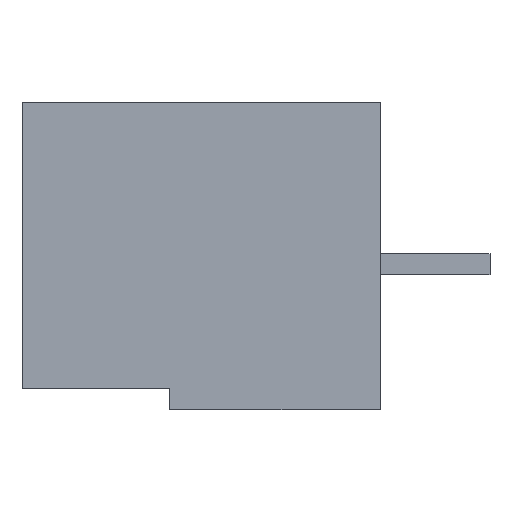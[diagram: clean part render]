
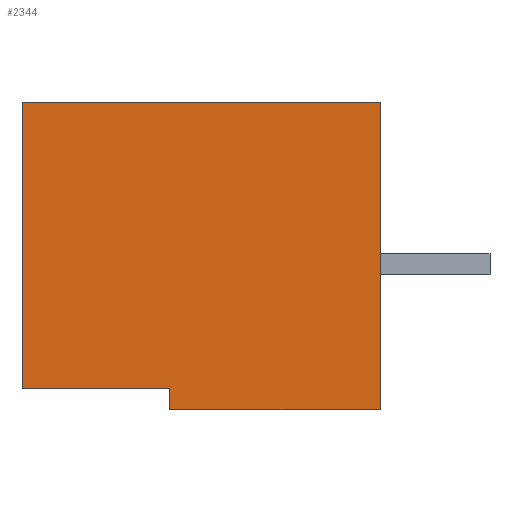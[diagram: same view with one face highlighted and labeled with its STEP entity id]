
A CAD part, left-side view. The second image highlights one B-rep face of the part: STEP entity #2344.
In plain terms, the highlighted planar face has unit normal (-1, 0, 0).
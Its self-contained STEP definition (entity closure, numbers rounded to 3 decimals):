
#300=DIRECTION('',(0.,-1.,0.));
#301=VECTOR('',#300,8.5);
#302=CARTESIAN_POINT('',(-5.715,4.25,0.));
#303=LINE('',#302,#301);
#304=DIRECTION('',(0.,0.,-1.));
#305=VECTOR('',#304,7.3);
#306=CARTESIAN_POINT('',(-5.715,-4.25,0.));
#307=LINE('',#306,#305);
#308=DIRECTION('',(0.,1.,0.));
#309=VECTOR('',#308,5.);
#310=CARTESIAN_POINT('',(-5.715,-4.25,-7.3));
#311=LINE('',#310,#309);
#312=DIRECTION('',(0.,0.,1.));
#313=VECTOR('',#312,0.5);
#314=CARTESIAN_POINT('',(-5.715,0.75,-7.3));
#315=LINE('',#314,#313);
#316=DIRECTION('',(0.,1.,0.));
#317=VECTOR('',#316,3.5);
#318=CARTESIAN_POINT('',(-5.715,0.75,-6.8));
#319=LINE('',#318,#317);
#320=DIRECTION('',(0.,0.,1.));
#321=VECTOR('',#320,6.8);
#322=CARTESIAN_POINT('',(-5.715,4.25,-6.8));
#323=LINE('',#322,#321);
#1672=CARTESIAN_POINT('',(-5.715,4.25,0.));
#1673=CARTESIAN_POINT('',(-5.715,-4.25,0.));
#1674=VERTEX_POINT('',#1672);
#1675=VERTEX_POINT('',#1673);
#1676=CARTESIAN_POINT('',(-5.715,-4.25,-7.3));
#1677=VERTEX_POINT('',#1676);
#1678=CARTESIAN_POINT('',(-5.715,0.75,-7.3));
#1679=VERTEX_POINT('',#1678);
#1680=CARTESIAN_POINT('',(-5.715,0.75,-6.8));
#1681=VERTEX_POINT('',#1680);
#1682=CARTESIAN_POINT('',(-5.715,4.25,-6.8));
#1683=VERTEX_POINT('',#1682);
#2326=CARTESIAN_POINT('',(-5.715,0.,0.));
#2327=DIRECTION('',(1.,0.,0.));
#2328=DIRECTION('',(0.,0.,-1.));
#2329=AXIS2_PLACEMENT_3D('',#2326,#2327,#2328);
#2330=PLANE('',#2329);
#2332=ORIENTED_EDGE('',*,*,#2331,.T.);
#2334=ORIENTED_EDGE('',*,*,#2333,.T.);
#2335=ORIENTED_EDGE('',*,*,#2288,.T.);
#2337=ORIENTED_EDGE('',*,*,#2336,.T.);
#2339=ORIENTED_EDGE('',*,*,#2338,.T.);
#2341=ORIENTED_EDGE('',*,*,#2340,.T.);
#2342=EDGE_LOOP('',(#2332,#2334,#2335,#2337,#2339,#2341));
#2343=FACE_OUTER_BOUND('',#2342,.F.);
#2288=EDGE_CURVE('',#1677,#1679,#311,.T.);
#2331=EDGE_CURVE('',#1674,#1675,#303,.T.);
#2333=EDGE_CURVE('',#1675,#1677,#307,.T.);
#2336=EDGE_CURVE('',#1679,#1681,#315,.T.);
#2338=EDGE_CURVE('',#1681,#1683,#319,.T.);
#2340=EDGE_CURVE('',#1683,#1674,#323,.T.);
#2344=ADVANCED_FACE('',(#2343),#2330,.F.);
